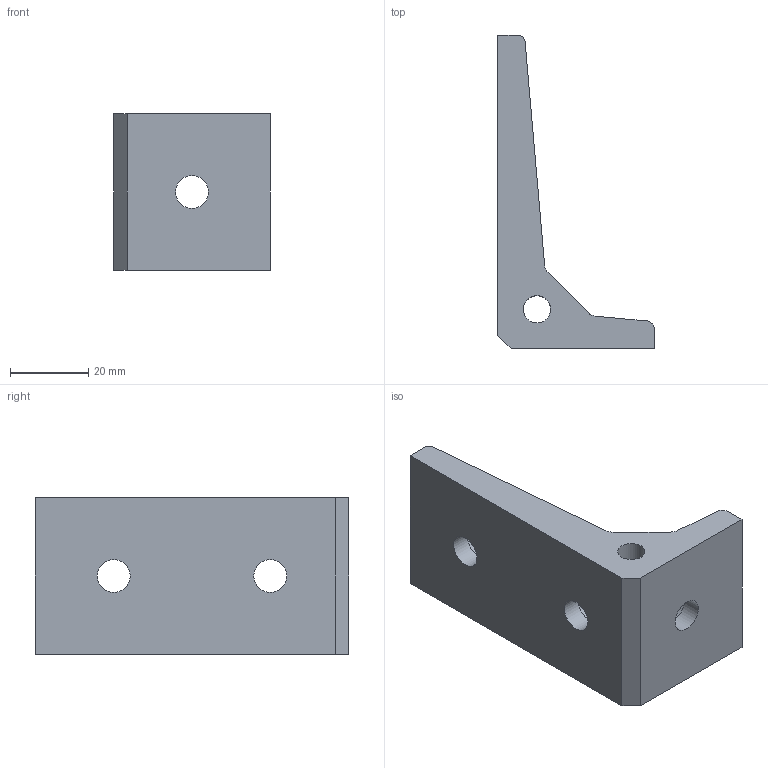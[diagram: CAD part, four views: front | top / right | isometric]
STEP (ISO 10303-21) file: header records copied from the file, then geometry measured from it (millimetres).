
FILE_DESCRIPTION(/* description */ ('KriTec Winkel 8 80x40x40 schwarz'),/* implementation_level */ '2;1');
FILE_NAME(/* name */ '22243_KriTec_Winkel_8_80x40x40_schwarz.stp',/* time_stamp */ '2021-11-16T11:37:30+01:00',/* author */ ('Nell'),/* organization */ (''),/* preprocessor_version */ 'ST-DEVELOPER v17',/* originating_system */ 'Autodesk Inventor 2018',/* authorisation */ '');
FILE_SCHEMA (('AUTOMOTIVE_DESIGN { 1 0 10303 214 3 1 1 }'));
Length unit declared in the file: millimetre
Products named in the file (1): 22243
Bounding box: 40 x 80 x 40 mm (x, y, z)
Volume: 38651.6 mm3; surface area: 12701.2 mm2
Topology: 1 solids, 1 shells, 27 faces, 87 edges, 62 vertices
Faces by surface type: plane 14, cylinder 13
Full cylindrical faces by diameter (mm): 7 x1, 8.4 x3, 13.5 x3
Entity records: 1157 total; most frequent: CARTESIAN_POINT 288, DIRECTION 176, ORIENTED_EDGE 174, EDGE_CURVE 87, AXIS2_PLACEMENT_3D 68, VERTEX_POINT 62, LINE 40, VECTOR 40
